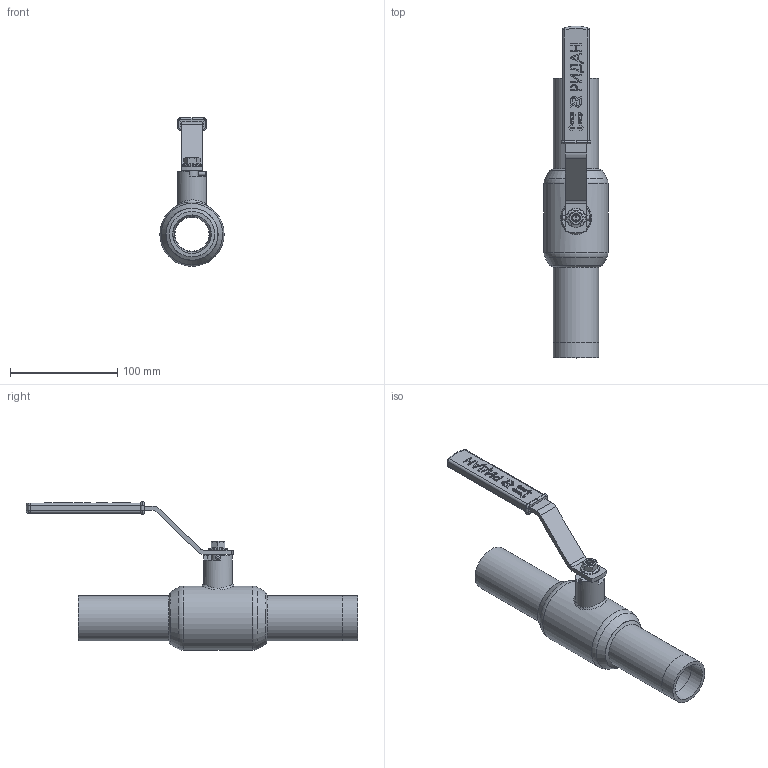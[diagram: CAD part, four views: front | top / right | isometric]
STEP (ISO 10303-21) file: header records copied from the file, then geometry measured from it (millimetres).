
FILE_DESCRIPTION(('TFLEX Exchange Step'),'2;1');
FILE_NAME('065N9603 - Кран шаровой Basic DN32.stp', '2023-08-30T12:05:07+03:00',('RUCO3277'),('Unknown organisation'),'TFLEX Exchange 2022.1','T-FLEX CAD','Unknown authorisation');
FILE_SCHEMA( ('AUTOMOTIVE_DESIGN { 1 0 10303 214 1 1 1 1 }') );
Length unit declared in the file: millimetre
Products named in the file (10): 54065422 - Штифт; <Другие гайки>Гайка ГОСТ Р ИСО 4161-2013; 24040428R - Грипса; 24040433 - Основание рукоятки; 24040530 - Рукоятка; 24032442-1 - Патрубок; 24040427-1 - Шток; 24040406 - Корпус штока; 24032409 - Корпус (гнутый); 065N9603 - Кран шаровой Basic DN32
Assembly tree (10 placements, depth 3):
  065N9603 - Кран шаровой Basic DN32
    54065422 - Штифт
    <Другие гайки>Гайка ГОСТ Р ИСО 4161-2013
    24040530 - Рукоятка
      24040428R - Грипса
      24040433 - Основание рукоятки
    24032442-1 - Патрубок  x2
    24040427-1 - Шток
    24040406 - Корпус штока
    24032409 - Корпус (гнутый)
Bounding box: 60 x 309.5 x 138.7 mm (x, y, z)
Volume: 233595.1 mm3; surface area: 154553.5 mm2
Topology: 13 solids, 13 shells, 496 faces, 1239 edges, 794 vertices
Faces by surface type: plane 285, bspline 67, cylinder 63, torus 49, cone 24, sphere 4, extrusion 4
Full cylindrical faces by diameter (mm): 4.1 x1, 6.647 x1, 8 x1, 11.4 x2, 12 x1, 12.1 x1, 14 x4, 15 x1, 27 x1, 27.4 x1, 31.8 x3, 35.9 x3, 35.95 x3, 38.2 x3, 42.3 x3, 53 x1, 60 x1
Entity records: 16054 total; most frequent: CARTESIAN_POINT 4975, ORIENTED_EDGE 2320, DIRECTION 2064, EDGE_CURVE 1160, VECTOR 778, LINE 774, VERTEX_POINT 756, AXIS2_PLACEMENT_3D 643
